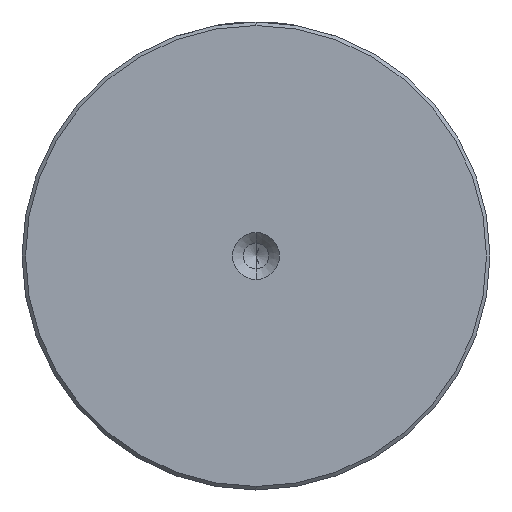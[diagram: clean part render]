
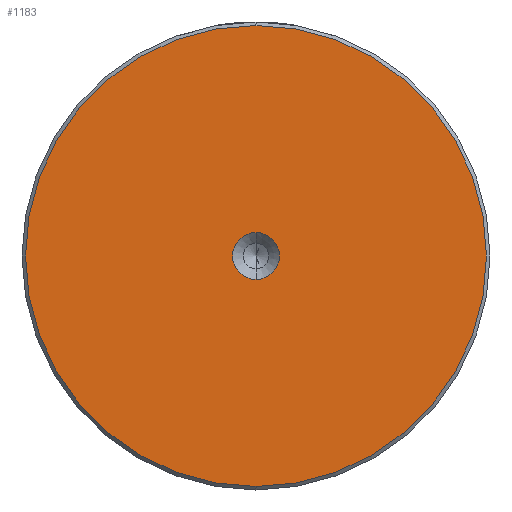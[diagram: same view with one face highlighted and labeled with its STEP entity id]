
A CAD part, left-side view. The second image highlights one B-rep face of the part: STEP entity #1183.
In plain terms, the highlighted planar face has unit normal (-1, 0, 0).
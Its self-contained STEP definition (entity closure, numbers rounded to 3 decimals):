
#3 = DIRECTION ( 'NONE',  ( -1., 0., 0. ) ) ;
#15 = CARTESIAN_POINT ( 'NONE',  ( 0., 0., -3.3 ) ) ;
#55 = AXIS2_PLACEMENT_3D ( 'NONE', #475, #468, #458 ) ;
#189 = CARTESIAN_POINT ( 'NONE',  ( 0., 0., 0. ) ) ;
#210 = CIRCLE ( 'NONE', #1840, 3.3 ) ;
#233 = CARTESIAN_POINT ( 'NONE',  ( 0., 0., 0. ) ) ;
#288 = VERTEX_POINT ( 'NONE', #759 ) ;
#302 = FACE_OUTER_BOUND ( 'NONE', #2148, .T. ) ;
#321 = EDGE_CURVE ( 'NONE', #1862, #1358, #1328, .T. ) ;
#381 = ORIENTED_EDGE ( 'NONE', *, *, #930, .F. ) ;
#451 = CARTESIAN_POINT ( 'NONE',  ( 0., 0., 32.5 ) ) ;
#458 = DIRECTION ( 'NONE',  ( 0., 0., 1. ) ) ;
#468 = DIRECTION ( 'NONE',  ( -1., 0., 0. ) ) ;
#475 = CARTESIAN_POINT ( 'NONE',  ( 0., 0., 0. ) ) ;
#627 = PLANE ( 'NONE',  #1532 ) ;
#665 = DIRECTION ( 'NONE',  ( -1., 0., 0. ) ) ;
#738 = CIRCLE ( 'NONE', #935, 3.3 ) ;
#759 = CARTESIAN_POINT ( 'NONE',  ( 0., 0., 3.3 ) ) ;
#770 = ORIENTED_EDGE ( 'NONE', *, *, #321, .T. ) ;
#892 = DIRECTION ( 'NONE',  ( 0., 0., 1. ) ) ;
#930 = EDGE_CURVE ( 'NONE', #1948, #288, #738, .T. ) ;
#935 = AXIS2_PLACEMENT_3D ( 'NONE', #1416, #1246, #1229 ) ;
#1165 = CARTESIAN_POINT ( 'NONE',  ( 0., 0., 0. ) ) ;
#1183 = ADVANCED_FACE ( 'NONE', ( #302, #2304 ), #627, .T. ) ;
#1191 = EDGE_CURVE ( 'NONE', #1358, #1862, #2235, .T. ) ;
#1199 = EDGE_LOOP ( 'NONE', ( #1478, #381 ) ) ;
#1229 = DIRECTION ( 'NONE',  ( 0., 0., 1. ) ) ;
#1246 = DIRECTION ( 'NONE',  ( -1., 0., 0. ) ) ;
#1328 = CIRCLE ( 'NONE', #55, 32.5 ) ;
#1358 = VERTEX_POINT ( 'NONE', #451 ) ;
#1401 = AXIS2_PLACEMENT_3D ( 'NONE', #189, #1451, #892 ) ;
#1416 = CARTESIAN_POINT ( 'NONE',  ( 0., 0., 0. ) ) ;
#1451 = DIRECTION ( 'NONE',  ( -1., 0., 0. ) ) ;
#1478 = ORIENTED_EDGE ( 'NONE', *, *, #1489, .F. ) ;
#1489 = EDGE_CURVE ( 'NONE', #288, #1948, #210, .T. ) ;
#1532 = AXIS2_PLACEMENT_3D ( 'NONE', #233, #3, #1549 ) ;
#1549 = DIRECTION ( 'NONE',  ( 0., 0., 1. ) ) ;
#1820 = ORIENTED_EDGE ( 'NONE', *, *, #1191, .T. ) ;
#1840 = AXIS2_PLACEMENT_3D ( 'NONE', #1165, #665, #1985 ) ;
#1862 = VERTEX_POINT ( 'NONE', #2298 ) ;
#1948 = VERTEX_POINT ( 'NONE', #15 ) ;
#1985 = DIRECTION ( 'NONE',  ( 0., 0., 1. ) ) ;
#2148 = EDGE_LOOP ( 'NONE', ( #770, #1820 ) ) ;
#2235 = CIRCLE ( 'NONE', #1401, 32.5 ) ;
#2298 = CARTESIAN_POINT ( 'NONE',  ( 0., 0., -32.5 ) ) ;
#2304 = FACE_BOUND ( 'NONE', #1199, .T. ) ;
